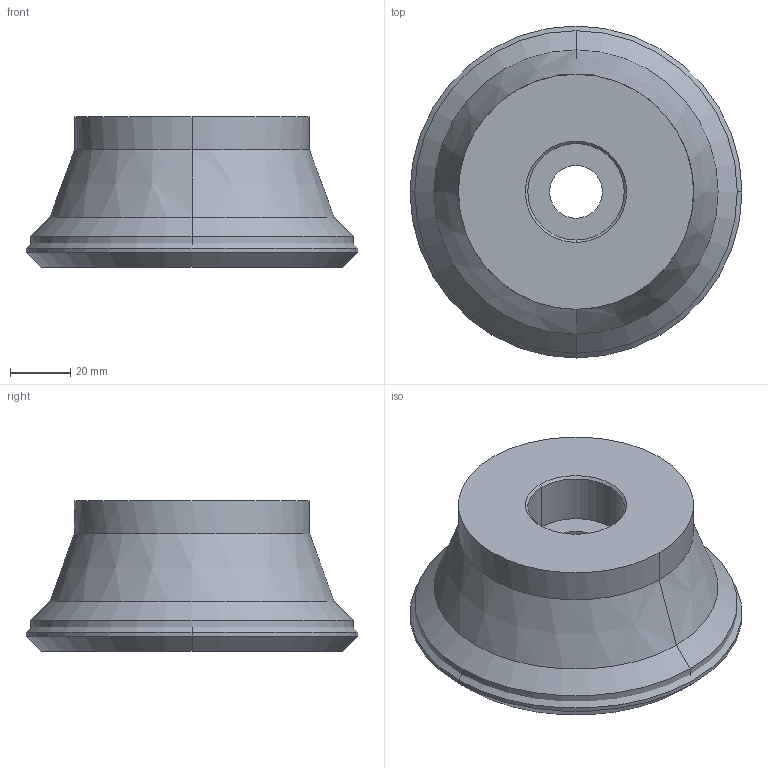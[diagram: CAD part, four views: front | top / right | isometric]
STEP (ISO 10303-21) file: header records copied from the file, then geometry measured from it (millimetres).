
FILE_DESCRIPTION(('no description'),'unknown implementation level');
FILE_NAME('solidgGaRxXycJVKF1DrgPcVmimAV4Yk_1.STP',' ',('CIMSOURCE GmbH'),('CADClick - KiM GmbH - www.kimweb.de'),'unknown preprocess','ACIS','unknown authorization');
FILE_SCHEMA(('automotive_design'));
Length unit declared in the file: millimetre
Products named in the file (2): 1; 2
Bounding box: 110.13 x 110.13 x 50 mm (x, y, z)
Volume: 236044.8 mm3; surface area: 41703.5 mm2
Topology: 2 solids, 2 shells, 57 faces, 131 edges, 81 vertices
Faces by surface type: cylinder 23, cone 20, plane 14
Entity records: 3528 total; most frequent: CARTESIAN_POINT 651, DIRECTION 294, STYLED_ITEM 271, PRESENTATION_STYLE_ASSIGNMENT 271, COLOUR_RGB 271, ORIENTED_EDGE 262, EDGE_CURVE 131, CURVE_STYLE 131
